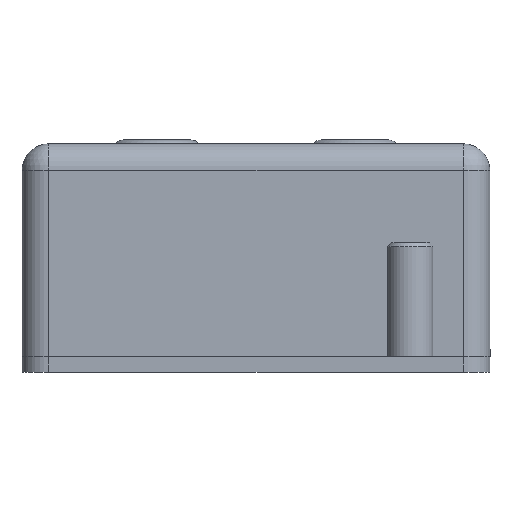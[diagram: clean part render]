
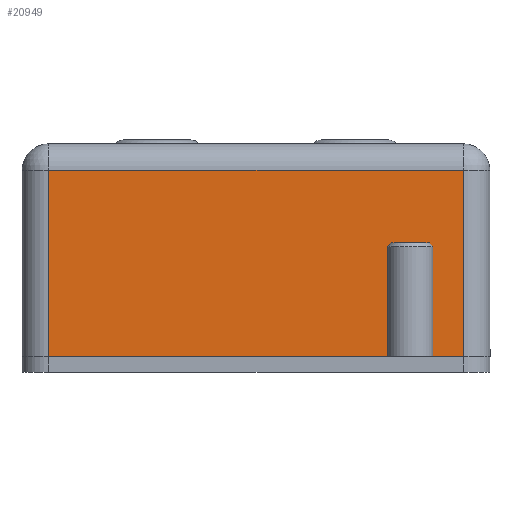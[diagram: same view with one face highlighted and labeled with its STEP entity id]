
A CAD part, left-side view. The second image highlights one B-rep face of the part: STEP entity #20949.
In plain terms, the highlighted planar face has unit normal (-1, 0, 0).
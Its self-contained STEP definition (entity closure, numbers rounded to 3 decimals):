
#933=PLANE('',#22154);
#1670=FACE_OUTER_BOUND('',#2834,.T.);
#2834=EDGE_LOOP('',(#13711,#13712,#13713,#13714));
#4192=LINE('',#29170,#6155);
#4193=LINE('',#29172,#6156);
#4194=LINE('',#29174,#6157);
#4195=LINE('',#29175,#6158);
#6155=VECTOR('',#23892,10.);
#6156=VECTOR('',#23893,10.);
#6157=VECTOR('',#23894,10.);
#6158=VECTOR('',#23895,10.);
#8668=VERTEX_POINT('',#29168);
#8669=VERTEX_POINT('',#29169);
#8670=VERTEX_POINT('',#29171);
#8671=VERTEX_POINT('',#29173);
#10682=EDGE_CURVE('',#8668,#8669,#4192,.T.);
#10683=EDGE_CURVE('',#8668,#8670,#4193,.T.);
#10684=EDGE_CURVE('',#8671,#8670,#4194,.T.);
#10685=EDGE_CURVE('',#8669,#8671,#4195,.T.);
#13711=ORIENTED_EDGE('',*,*,#10682,.F.);
#13712=ORIENTED_EDGE('',*,*,#10683,.T.);
#13713=ORIENTED_EDGE('',*,*,#10684,.F.);
#13714=ORIENTED_EDGE('',*,*,#10685,.F.);
#20949=ADVANCED_FACE('',(#1670),#933,.T.);
#22154=AXIS2_PLACEMENT_3D('',#29167,#23890,#23891);
#23890=DIRECTION('center_axis',(-1.,0.,0.));
#23891=DIRECTION('ref_axis',(0.,0.,
1.));
#23892=DIRECTION('',(0.,0.,1.));
#23893=DIRECTION('',(0.,-1.,0.));
#23894=DIRECTION('',(0.,0.,-1.));
#23895=DIRECTION('',(0.,-1.,0.));
#29167=CARTESIAN_POINT('Origin',(-30.,-30.75,0.));
#29168=CARTESIAN_POINT('',(-30.,27.25,0.));
#29169=CARTESIAN_POINT('',(-30.,27.25,24.5));
#29170=CARTESIAN_POINT('',(-30.,27.25,0.));
#29171=CARTESIAN_POINT('',(-30.,-27.25,0.));
#29172=CARTESIAN_POINT('',(-30.,30.75,0.));
#29173=CARTESIAN_POINT('',(-30.,-27.25,24.5));
#29174=CARTESIAN_POINT('',(-30.,-27.25,0.));
#29175=CARTESIAN_POINT('',(-30.,-15.375,24.5));
